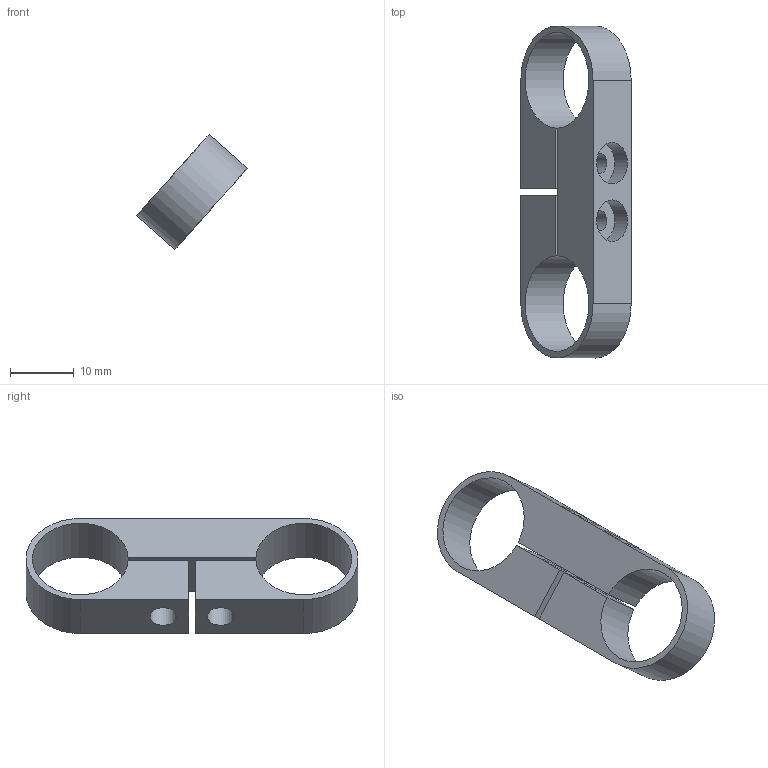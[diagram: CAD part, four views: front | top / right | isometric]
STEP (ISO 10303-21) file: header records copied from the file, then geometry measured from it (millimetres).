
FILE_DESCRIPTION(/* description */ (''),/* implementation_level */ '2;1');
FILE_NAME(/* name */ '09-xx-04 Shock clamp.step',/* time_stamp */ '2024-08-03T18:19:16+02:00',/* author */ (''),/* organization */ (''),/* preprocessor_version */ 'ST-DEVELOPER v20',/* originating_system */ 'Autodesk Translation Framework v13.14.0.145',/* authorisation */ '');
FILE_SCHEMA (('AUTOMOTIVE_DESIGN { 1 0 10303 214 3 1 1 }'));
Length unit declared in the file: millimetre
Products named in the file (1): 09-xx-04 Shock clamp
Bounding box: 17.28 x 52 x 18.01 mm (x, y, z)
Volume: 3101 mm3; surface area: 3425.6 mm2
Topology: 1 solids, 1 shells, 22 faces, 54 edges, 36 vertices
Faces by surface type: plane 12, cylinder 10
Full cylindrical faces by diameter (mm): 3.2 x2, 4.1 x2, 6.5 x2
Entity records: 714 total; most frequent: DIRECTION 120, CARTESIAN_POINT 113, ORIENTED_EDGE 108, EDGE_CURVE 54, AXIS2_PLACEMENT_3D 43, VERTEX_POINT 36, LINE 34, VECTOR 34
